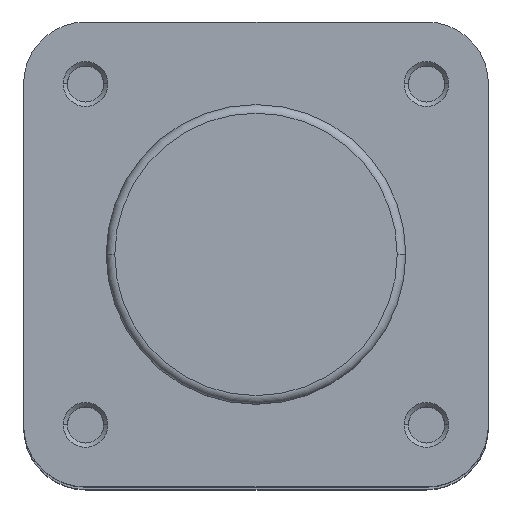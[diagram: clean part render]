
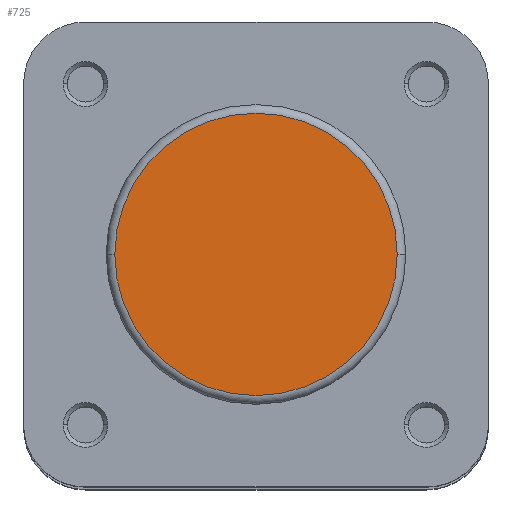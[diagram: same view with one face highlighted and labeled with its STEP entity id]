
A CAD part, top view. The second image highlights one B-rep face of the part: STEP entity #725.
In plain terms, the highlighted planar face has unit normal (0, 0, 1).
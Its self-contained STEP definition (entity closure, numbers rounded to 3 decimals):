
#452 = EDGE_CURVE ( 'NONE', #4842, #4867, #1440, .T. ) ;
#477 = EDGE_CURVE ( 'NONE', #4867, #4842, #1480, .T. ) ;
#628 = ORIENTED_EDGE ( 'NONE', *, *, #477, .T. ) ;
#647 = ORIENTED_EDGE ( 'NONE', *, *, #452, .T. ) ;
#725 = ADVANCED_FACE ( 'NONE', ( #1828 ), #3225, .F. ) ;
#1440 = CIRCLE ( 'NONE', #2338, 16.4 ) ;
#1480 = CIRCLE ( 'NONE', #2348, 16.4 ) ;
#1828 = FACE_OUTER_BOUND ( 'NONE', #4560, .T. ) ;
#2338 = AXIS2_PLACEMENT_3D ( 'NONE', #5820, #5821, #5822 ) ;
#2348 = AXIS2_PLACEMENT_3D ( 'NONE', #5875, #5883, #5884 ) ;
#2514 = AXIS2_PLACEMENT_3D ( 'NONE', #3224, #3227, #3228 ) ;
#3224 = CARTESIAN_POINT ( 'NONE',  ( 0., 17.4, 0. ) ) ;
#3225 = PLANE ( 'NONE',  #2514 ) ;
#3227 = DIRECTION ( 'NONE',  ( 0., 0., -1. ) ) ;
#3228 = DIRECTION ( 'NONE',  ( -1., 0., 0. ) ) ;
#3695 = CARTESIAN_POINT ( 'NONE',  ( 16.4, 0., 0. ) ) ;
#3729 = CARTESIAN_POINT ( 'NONE',  ( -16.4, 0., 0. ) ) ;
#4560 = EDGE_LOOP ( 'NONE', ( #628, #647 ) ) ;
#4842 = VERTEX_POINT ( 'NONE', #3695 ) ;
#4867 = VERTEX_POINT ( 'NONE', #3729 ) ;
#5820 = CARTESIAN_POINT ( 'NONE',  ( 0., 0., 0. ) ) ;
#5821 = DIRECTION ( 'NONE',  ( 0., 0., 1. ) ) ;
#5822 = DIRECTION ( 'NONE',  ( -1., 0., 0. ) ) ;
#5875 = CARTESIAN_POINT ( 'NONE',  ( 0., 0., 0. ) ) ;
#5883 = DIRECTION ( 'NONE',  ( 0., 0., 1. ) ) ;
#5884 = DIRECTION ( 'NONE',  ( -1., 0., 0. ) ) ;
